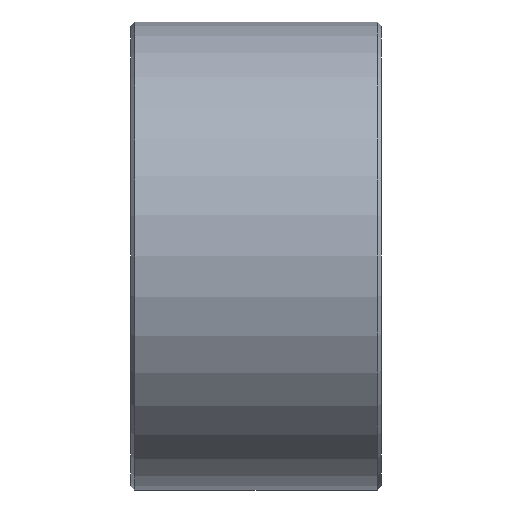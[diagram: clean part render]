
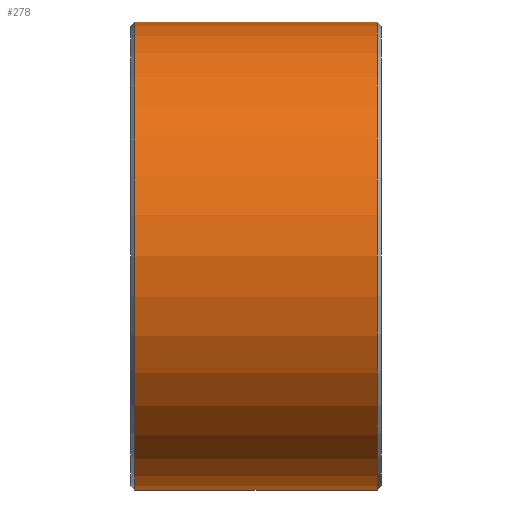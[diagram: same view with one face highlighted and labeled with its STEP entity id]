
A CAD part, left-side view. The second image highlights one B-rep face of the part: STEP entity #278.
In plain terms, the highlighted cylindrical face has radius 14 mm (diameter 28 mm), a partial arc.
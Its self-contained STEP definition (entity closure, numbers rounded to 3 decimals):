
#5 = VECTOR ( 'NONE', #269, 1000. ) ;
#14 = CARTESIAN_POINT ( 'NONE',  ( 0., 15., 14. ) ) ;
#31 = DIRECTION ( 'NONE',  ( 0., 0., 1. ) ) ;
#39 = CARTESIAN_POINT ( 'NONE',  ( 0., 0.25, 14. ) ) ;
#46 = CARTESIAN_POINT ( 'NONE',  ( 0., 15., -14. ) ) ;
#74 = CARTESIAN_POINT ( 'NONE',  ( 0., 14.75, 0. ) ) ;
#78 = CIRCLE ( 'NONE', #134, 14. ) ;
#95 = EDGE_LOOP ( 'NONE', ( #410, #123, #402, #346 ) ) ;
#103 = DIRECTION ( 'NONE',  ( 0., -1., 0. ) ) ;
#108 = LINE ( 'NONE', #46, #143 ) ;
#123 = ORIENTED_EDGE ( 'NONE', *, *, #201, .T. ) ;
#134 = AXIS2_PLACEMENT_3D ( 'NONE', #74, #103, #336 ) ;
#135 = AXIS2_PLACEMENT_3D ( 'NONE', #271, #240, #365 ) ;
#143 = VECTOR ( 'NONE', #199, 1000. ) ;
#159 = DIRECTION ( 'NONE',  ( 0., 1., 0. ) ) ;
#162 = LINE ( 'NONE', #14, #5 ) ;
#166 = CIRCLE ( 'NONE', #291, 14. ) ;
#177 = VERTEX_POINT ( 'NONE', #235 ) ;
#179 = FACE_OUTER_BOUND ( 'NONE', #95, .T. ) ;
#199 = DIRECTION ( 'NONE',  ( 0., -1., 0. ) ) ;
#201 = EDGE_CURVE ( 'NONE', #177, #313, #78, .T. ) ;
#206 = VERTEX_POINT ( 'NONE', #39 ) ;
#211 = EDGE_CURVE ( 'NONE', #177, #206, #162, .T. ) ;
#217 = EDGE_CURVE ( 'NONE', #313, #349, #108, .T. ) ;
#235 = CARTESIAN_POINT ( 'NONE',  ( 0., 14.75, 14. ) ) ;
#240 = DIRECTION ( 'NONE',  ( 0., -1., 0. ) ) ;
#256 = CARTESIAN_POINT ( 'NONE',  ( 0., 14.75, -14. ) ) ;
#269 = DIRECTION ( 'NONE',  ( 0., -1., 0. ) ) ;
#271 = CARTESIAN_POINT ( 'NONE',  ( 0., 15., 0. ) ) ;
#278 = ADVANCED_FACE ( 'NONE', ( #179 ), #395, .T. ) ;
#289 = CARTESIAN_POINT ( 'NONE',  ( 0., 0.25, -14. ) ) ;
#291 = AXIS2_PLACEMENT_3D ( 'NONE', #324, #159, #31 ) ;
#313 = VERTEX_POINT ( 'NONE', #256 ) ;
#324 = CARTESIAN_POINT ( 'NONE',  ( 0., 0.25, 0. ) ) ;
#336 = DIRECTION ( 'NONE',  ( 0., 0., 1. ) ) ;
#340 = EDGE_CURVE ( 'NONE', #349, #206, #166, .T. ) ;
#346 = ORIENTED_EDGE ( 'NONE', *, *, #340, .T. ) ;
#349 = VERTEX_POINT ( 'NONE', #289 ) ;
#365 = DIRECTION ( 'NONE',  ( 0., 0., -1. ) ) ;
#395 = CYLINDRICAL_SURFACE ( 'NONE', #135, 14. ) ;
#402 = ORIENTED_EDGE ( 'NONE', *, *, #217, .T. ) ;
#410 = ORIENTED_EDGE ( 'NONE', *, *, #211, .F. ) ;
